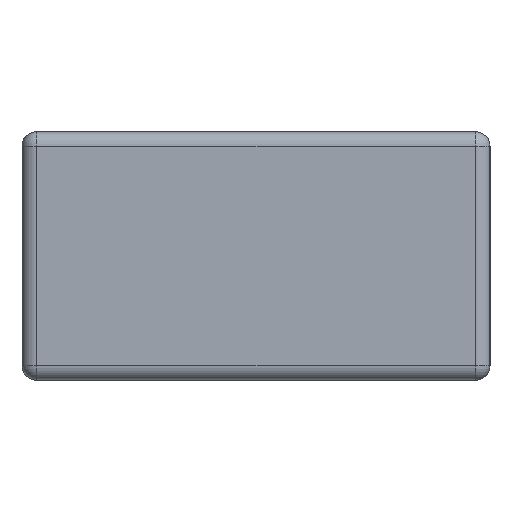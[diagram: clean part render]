
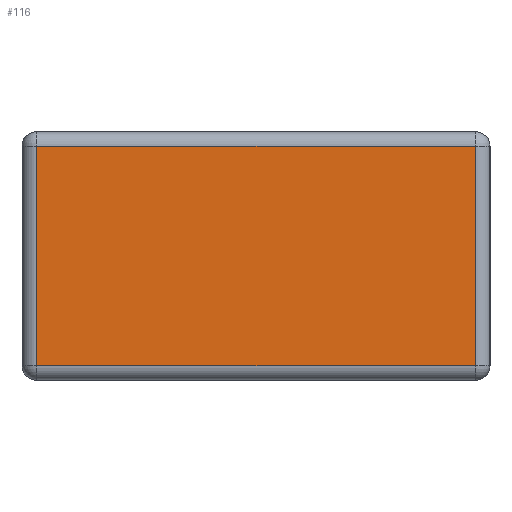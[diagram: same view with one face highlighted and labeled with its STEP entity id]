
A CAD part, left-side view. The second image highlights one B-rep face of the part: STEP entity #116.
In plain terms, the highlighted planar face has unit normal (-1, 0, 0).
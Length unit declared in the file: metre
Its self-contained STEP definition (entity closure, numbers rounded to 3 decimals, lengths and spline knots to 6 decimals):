
#116 = ADVANCED_FACE( '', ( #242 ), #243, .F. );
#242 = FACE_OUTER_BOUND( '', #379, .T. );
#243 = PLANE( '', #380 );
#379 = EDGE_LOOP( '', ( #607, #608, #609, #610 ) );
#380 = AXIS2_PLACEMENT_3D( '', #611, #612, #613 );
#607 = ORIENTED_EDGE( '', *, *, #854, .T. );
#608 = ORIENTED_EDGE( '', *, *, #855, .T. );
#609 = ORIENTED_EDGE( '', *, *, #845, .T. );
#610 = ORIENTED_EDGE( '', *, *, #782, .T. );
#611 = CARTESIAN_POINT( '', ( -0.0016, -0.0008, 0.000425 ) );
#612 = DIRECTION( '', ( 1., 0., 0. ) );
#613 = DIRECTION( '', ( 0., 0., -1. ) );
#782 = EDGE_CURVE( '', #914, #918, #920, .F. );
#845 = EDGE_CURVE( '', #970, #914, #1013, .F. );
#854 = EDGE_CURVE( '', #918, #1024, #1025, .T. );
#855 = EDGE_CURVE( '', #1024, #970, #1026, .T. );
#914 = VERTEX_POINT( '', #1098 );
#918 = VERTEX_POINT( '', #1103 );
#920 = LINE( '', #1105, #1106 );
#970 = VERTEX_POINT( '', #1170 );
#1013 = LINE( '', #1228, #1229 );
#1024 = VERTEX_POINT( '', #1242 );
#1025 = LINE( '', #1243, #1244 );
#1026 = LINE( '', #1245, #1246 );
#1098 = CARTESIAN_POINT( '', ( -0.0016, -0.00075, 0.00005 ) );
#1103 = CARTESIAN_POINT( '', ( -0.0016, -0.00075, 0.0008 ) );
#1105 = CARTESIAN_POINT( '', ( -0.0016, -0.00075, 0.00085 ) );
#1106 = VECTOR( '', #1323, 1. );
#1170 = CARTESIAN_POINT( '', ( -0.0016, 0.00075, 0.00005 ) );
#1228 = CARTESIAN_POINT( '', ( -0.0016, -0.0008, 0.00005 ) );
#1229 = VECTOR( '', #1404, 1. );
#1242 = CARTESIAN_POINT( '', ( -0.0016, 0.00075, 0.0008 ) );
#1243 = CARTESIAN_POINT( '', ( -0.0016, -0.0008, 0.0008 ) );
#1244 = VECTOR( '', #1416, 1. );
#1245 = CARTESIAN_POINT( '', ( -0.0016, 0.00075, 0.000425 ) );
#1246 = VECTOR( '', #1417, 1. );
#1323 = DIRECTION( '', ( 0., 0., -1. ) );
#1404 = DIRECTION( '', ( 0., 1., 0. ) );
#1416 = DIRECTION( '', ( 0., 1., 0. ) );
#1417 = DIRECTION( '', ( 0., 0., -1. ) );
